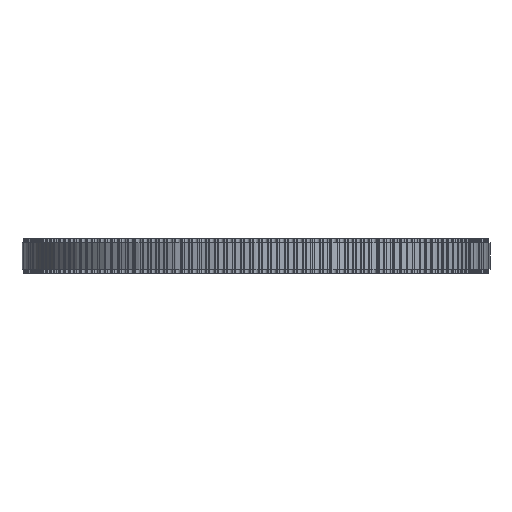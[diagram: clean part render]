
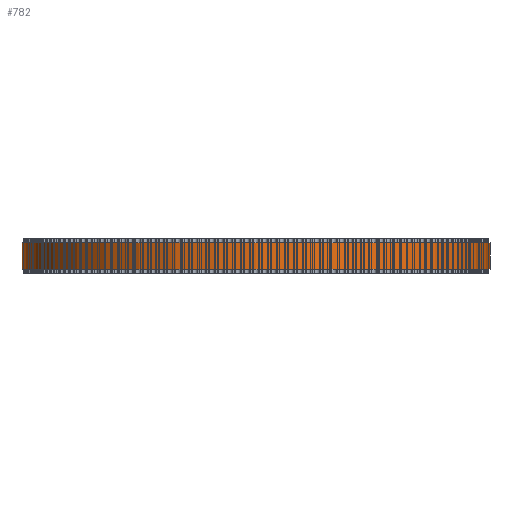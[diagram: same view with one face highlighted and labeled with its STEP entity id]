
A CAD part, front view. The second image highlights one B-rep face of the part: STEP entity #782.
In plain terms, the highlighted cylindrical face has radius 52.521 mm (diameter 105.042 mm), a full revolution.
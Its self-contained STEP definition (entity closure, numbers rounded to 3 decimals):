
#97=FACE_BOUND('',#2768,.T.);
#98=FACE_BOUND('',#2769,.T.);
#782=ADVANCED_FACE('',(#97,#98),#1443,.T.);
#1443=CYLINDRICAL_SURFACE('',#14663,52.521);
#2768=EDGE_LOOP('',(#8050));
#2769=EDGE_LOOP('',(#8051));
#8050=ORIENTED_EDGE('',*,*,#11354,.T.);
#8051=ORIENTED_EDGE('',*,*,#11355,.T.);
#9372=VERTEX_POINT('',#23260);
#9373=VERTEX_POINT('',#23262);
#11354=EDGE_CURVE('',#9372,#9372,#12676,.T.);
#11355=EDGE_CURVE('',#9373,#9373,#12677,.T.);
#12676=CIRCLE('',#14661,52.521);
#12677=CIRCLE('',#14662,52.521);
#14661=AXIS2_PLACEMENT_3D('',#23259,#19290,#19291);
#14662=AXIS2_PLACEMENT_3D('',#23261,#19292,#19293);
#14663=AXIS2_PLACEMENT_3D('',#23263,#19294,#19295);
#19290=DIRECTION('',(0.,0.,1.));
#19291=DIRECTION('',(1.,0.,0.));
#19292=DIRECTION('',(0.,0.,-1.));
#19293=DIRECTION('',(1.,0.,0.));
#19294=DIRECTION('',(0.,0.,1.));
#19295=DIRECTION('',(1.,0.,0.));
#23259=CARTESIAN_POINT('',(0.,0.,1.));
#23260=CARTESIAN_POINT('',(52.521,0.,1.));
#23261=CARTESIAN_POINT('',(0.,0.,7.));
#23262=CARTESIAN_POINT('',(52.521,0.,7.));
#23263=CARTESIAN_POINT('',(0.,0.,1.));
